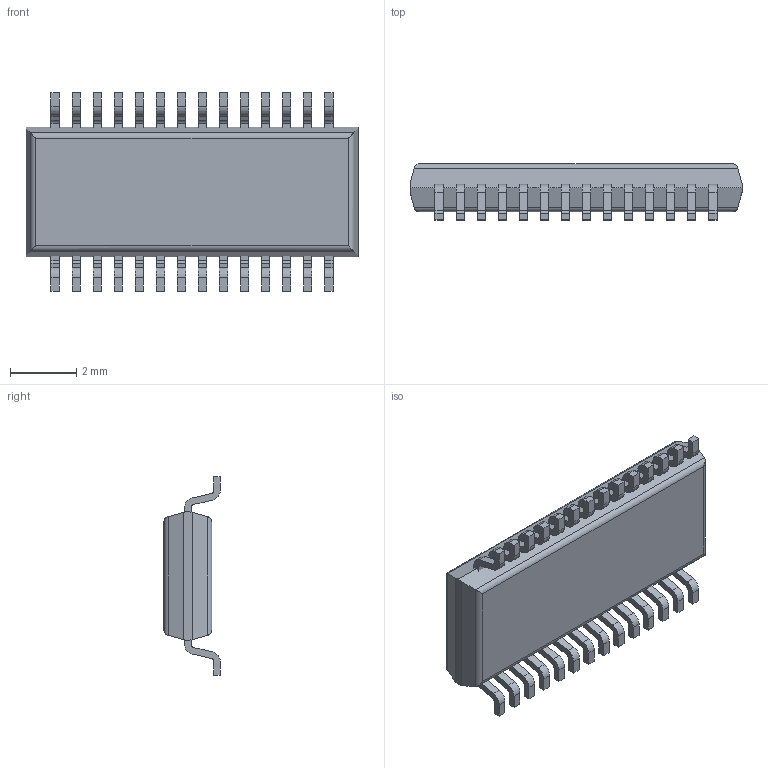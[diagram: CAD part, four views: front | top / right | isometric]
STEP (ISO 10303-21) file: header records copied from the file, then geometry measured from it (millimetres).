
FILE_DESCRIPTION( ( '' ), ' ' );
FILE_NAME( '58bfd312a1545d0f69c3a11a.step', '2017-03-08T09:51:27', ( '' ), ( '' ), ' ', ' ', ' ' );
FILE_SCHEMA( ( 'AUTOMOTIVE_DESIGN { 1 0 10303 214 1 1 1 1 }' ) );
Length unit declared in the file: metre
Products named in the file (29): 1; 2; 3; 4; 5; 6; 7; 8; 9; 10; 11; 12; 13; 14; 15; 16; 17; 18; 19; 20; 21; 22; 23; 24; 25; 26; 27; 28; 29
Bounding box: 10.01 x 1.7 x 5.99 mm (x, y, z)
Volume: 55.7 mm3; surface area: 158.9 mm2
Topology: 29 solids, 29 shells, 414 faces, 1065 edges, 710 vertices
Faces by surface type: plane 293, cylinder 121
Full cylindrical faces by diameter (mm): 0.3 x1
Entity records: 16146 total; most frequent: CARTESIAN_POINT 2217, DIRECTION 2184, ORIENTED_EDGE 2128, EDGE_CURVE 1064, LINE 830, VECTOR 830, VERTEX_POINT 710, AXIS2_PLACEMENT_3D 677
